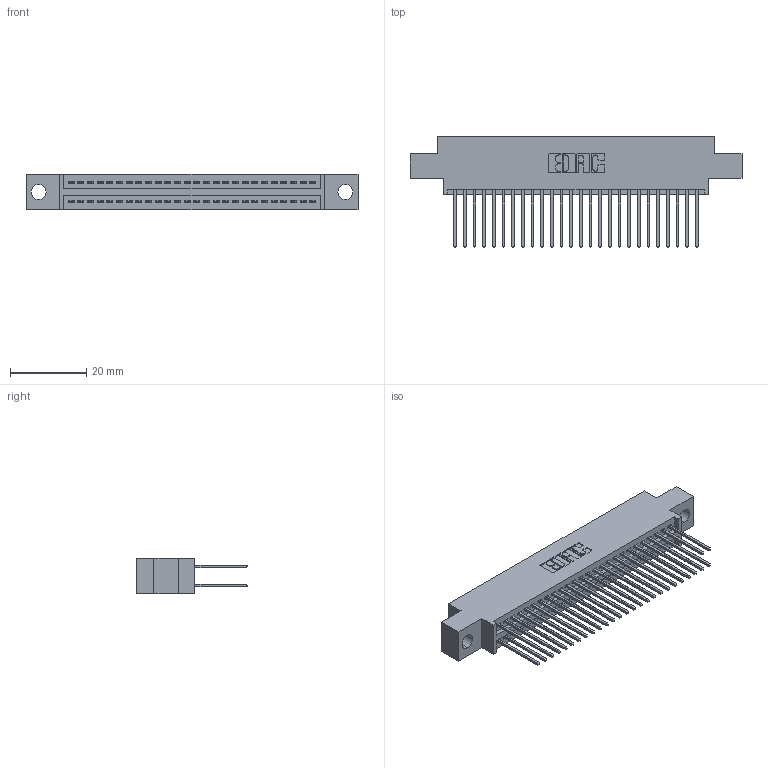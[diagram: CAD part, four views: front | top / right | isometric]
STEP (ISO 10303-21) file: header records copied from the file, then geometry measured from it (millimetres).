
FILE_DESCRIPTION (( 'STEP AP203' ), '1' );
FILE_NAME ('345-052-540-804.STEP', '2021-05-20T03:40:37', ( '' ), ( '' ), 'SwSTEP 2.0', 'SolidWorks 2020', '' );
FILE_SCHEMA (( 'CONFIG_CONTROL_DESIGN' ));
Length unit declared in the file: inch
Products named in the file (3): 345-292-001_345-293-140; 345-052-540-804; 345 Part_0.170 Offset - 0.156 Dia-TI
Assembly tree (53 placements, depth 2):
  345-052-540-804
    345 Part_0.170 Offset - 0.156 Dia-TI
    345-292-001_345-293-140  x52
Bounding box: 87.25 x 29.13 x 9.4 mm (x, y, z)
Volume: 8304.7 mm3; surface area: 12875.5 mm2
Topology: 53 solids, 53 shells, 2744 faces, 8137 edges, 5354 vertices
Faces by surface type: plane 1814, cylinder 930
Entity records: 23123 total; most frequent: CARTESIAN_POINT 3898, ORIENTED_EDGE 3830, DIRECTION 3455, EDGE_CURVE 1915, LINE 1679, VECTOR 1679, VERTEX_POINT 1274, AXIS2_PLACEMENT_3D 888
